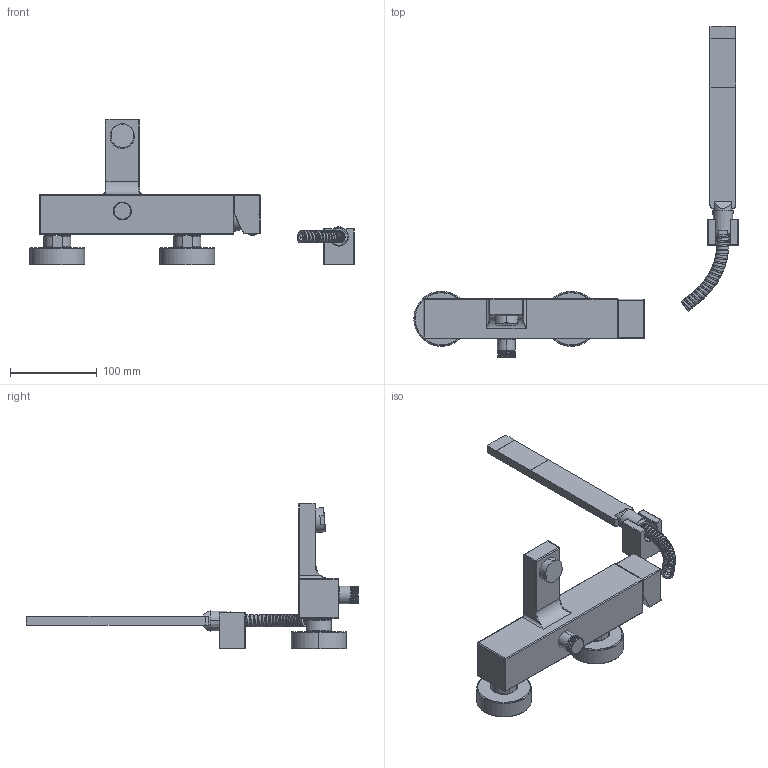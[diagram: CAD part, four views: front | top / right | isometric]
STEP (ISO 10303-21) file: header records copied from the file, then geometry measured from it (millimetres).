
FILE_DESCRIPTION((''),'2;1');
FILE_NAME('EL026CR','2021-01-18T14:23:27',('ut3'),('PAFFONI SpA'),'CREO PARAMETRIC BY PTC INC, 2020044','CREO PARAMETRIC BY PTC INC, 2020044','');
FILE_SCHEMA(('CONFIG_CONTROL_DESIGN','SHAPE_APPEARANCE_LAYERS_GROUPS'));
Products named in the file (1): EL026CR
Bounding box: 374.25 x 383.14 x 168.25 mm (x, y, z)
Volume: 739202.2 mm3; surface area: 155338.3 mm2
Topology: 5 solids, 5 shells, 328 faces, 736 edges, 437 vertices
Faces by surface type: cylinder 105, plane 85, bspline 57, torus 28, cone 27, sphere 26
Entity records: 39949 total; most frequent: CARTESIAN_POINT 30587, ORIENTED_EDGE 1462, DIRECTION 1415, EDGE_CURVE 731, AXIS2_PLACEMENT_3D 562, VERTEX_POINT 436, EDGE_LOOP 347, FILL_AREA_STYLE_COLOUR 333
